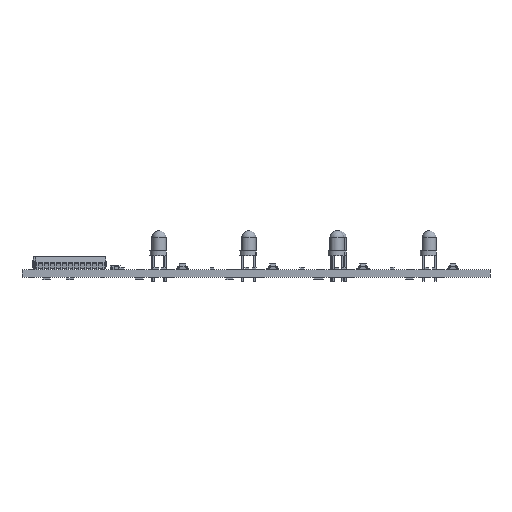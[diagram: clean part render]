
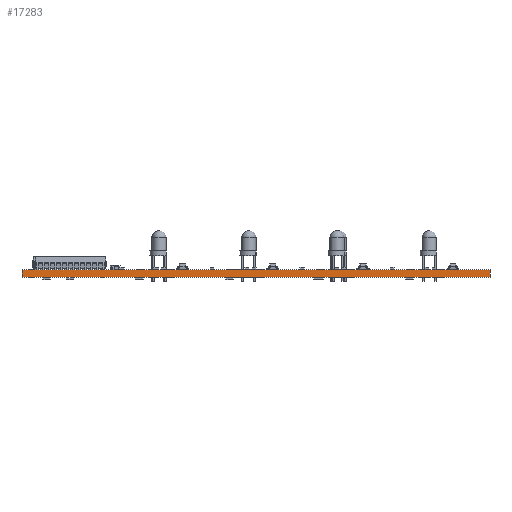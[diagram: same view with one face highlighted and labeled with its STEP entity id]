
A CAD part, front view. The second image highlights one B-rep face of the part: STEP entity #17283.
In plain terms, the highlighted planar face has unit normal (0, -1, 0).
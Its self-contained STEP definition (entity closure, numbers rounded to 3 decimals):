
#17283 = ADVANCED_FACE('',(#17284),#17318,.T.);
#17284 = FACE_BOUND('',#17285,.T.);
#17285 = EDGE_LOOP('',(#17286,#17296,#17304,#17312));
#17286 = ORIENTED_EDGE('',*,*,#17287,.T.);
#17287 = EDGE_CURVE('',#17288,#17290,#17292,.T.);
#17288 = VERTEX_POINT('',#17289);
#17289 = CARTESIAN_POINT('',(169.,-145.,0.));
#17290 = VERTEX_POINT('',#17291);
#17291 = CARTESIAN_POINT('',(169.,-145.,1.51));
#17292 = LINE('',#17293,#17294);
#17293 = CARTESIAN_POINT('',(169.,-145.,0.));
#17294 = VECTOR('',#17295,1.);
#17295 = DIRECTION('',(0.,0.,1.));
#17296 = ORIENTED_EDGE('',*,*,#17297,.T.);
#17297 = EDGE_CURVE('',#17290,#17298,#17300,.T.);
#17298 = VERTEX_POINT('',#17299);
#17299 = CARTESIAN_POINT('',(69.,-145.,1.51));
#17300 = LINE('',#17301,#17302);
#17301 = CARTESIAN_POINT('',(169.,-145.,1.51));
#17302 = VECTOR('',#17303,1.);
#17303 = DIRECTION('',(-1.,0.,0.));
#17304 = ORIENTED_EDGE('',*,*,#17305,.F.);
#17305 = EDGE_CURVE('',#17306,#17298,#17308,.T.);
#17306 = VERTEX_POINT('',#17307);
#17307 = CARTESIAN_POINT('',(69.,-145.,0.));
#17308 = LINE('',#17309,#17310);
#17309 = CARTESIAN_POINT('',(69.,-145.,0.));
#17310 = VECTOR('',#17311,1.);
#17311 = DIRECTION('',(0.,0.,1.));
#17312 = ORIENTED_EDGE('',*,*,#17313,.F.);
#17313 = EDGE_CURVE('',#17288,#17306,#17314,.T.);
#17314 = LINE('',#17315,#17316);
#17315 = CARTESIAN_POINT('',(169.,-145.,0.));
#17316 = VECTOR('',#17317,1.);
#17317 = DIRECTION('',(-1.,0.,0.));
#17318 = PLANE('',#17319);
#17319 = AXIS2_PLACEMENT_3D('',#17320,#17321,#17322);
#17320 = CARTESIAN_POINT('',(169.,-145.,0.));
#17321 = DIRECTION('',(0.,-1.,0.));
#17322 = DIRECTION('',(-1.,0.,0.));
